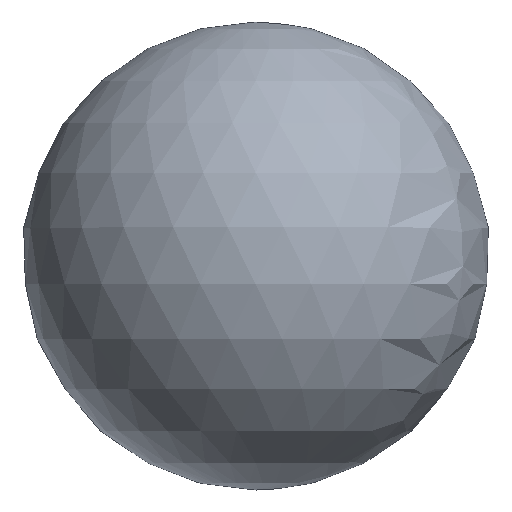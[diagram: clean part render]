
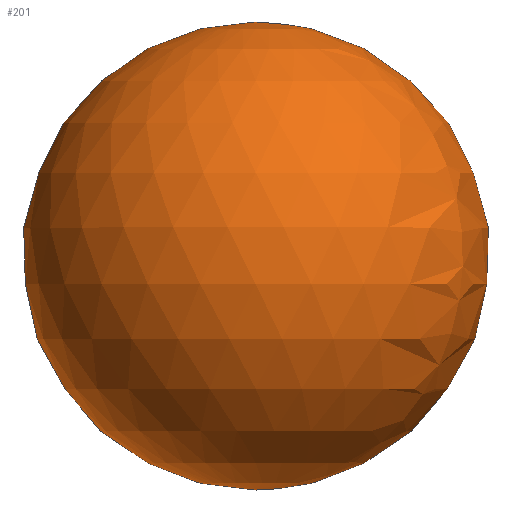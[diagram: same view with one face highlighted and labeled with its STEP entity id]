
A CAD part, top view. The second image highlights one B-rep face of the part: STEP entity #201.
In plain terms, the highlighted spherical face has radius 28.575 mm.
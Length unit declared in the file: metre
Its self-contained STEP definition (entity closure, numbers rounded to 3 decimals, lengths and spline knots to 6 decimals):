
#12=SPHERICAL_SURFACE('',#306,0.028575);
#32=CIRCLE('',#305,0.023582);
#81=ORIENTED_EDGE('',*,*,#100,.F.);
#100=EDGE_CURVE('',#117,#117,#32,.T.);
#117=VERTEX_POINT('',#3548);
#147=EDGE_LOOP('',(#81));
#173=FACE_BOUND('',#147,.T.);
#201=ADVANCED_FACE('',(#173),#12,.T.);
#305=AXIS2_PLACEMENT_3D('',#3547,#355,#356);
#306=AXIS2_PLACEMENT_3D('',#3549,#357,#358);
#355=DIRECTION('',(0.,0.,-1.));
#356=DIRECTION('',(-0.588,-0.809,0.));
#357=DIRECTION('',(0.,-1.,0.));
#358=DIRECTION('',(0.,0.,1.));
#3547=CARTESIAN_POINT('',(0.,0.,0.034663));
#3548=CARTESIAN_POINT('',(-0.013861,-0.019078,0.034663));
#3549=CARTESIAN_POINT('',(0.,0.,0.0508));
